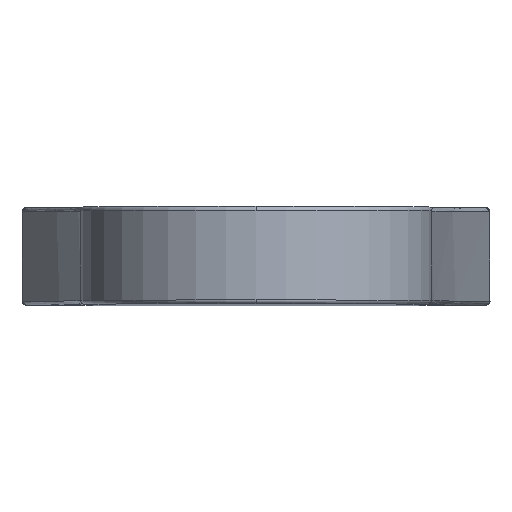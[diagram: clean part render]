
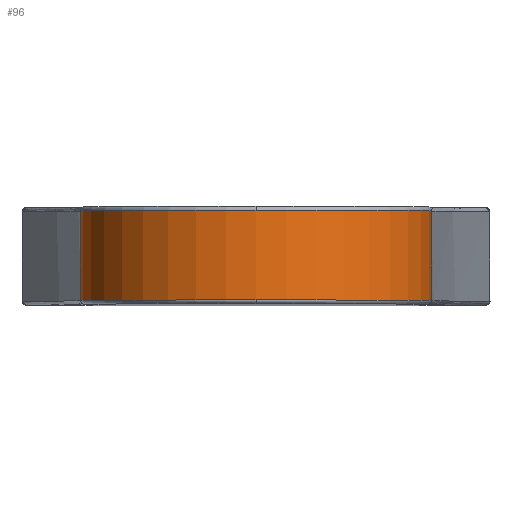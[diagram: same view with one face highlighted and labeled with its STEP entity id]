
A CAD part, top view. The second image highlights one B-rep face of the part: STEP entity #96.
In plain terms, the highlighted cylindrical face has radius 22.5 mm (diameter 45 mm), a partial arc.
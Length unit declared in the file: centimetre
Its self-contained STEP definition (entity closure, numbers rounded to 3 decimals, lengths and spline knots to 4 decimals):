
#3 = DIRECTION ( 'NONE',  ( 0., 1., 0. ) ) ;
#31 = EDGE_CURVE ( 'NONE', #131, #446, #923, .T. ) ;
#35 = CARTESIAN_POINT ( 'NONE',  ( 0., 1.825, 5.2907 ) ) ;
#48 = AXIS2_PLACEMENT_3D ( 'NONE', #1381, #826, #337 ) ;
#73 = DIRECTION ( 'NONE',  ( 0., -1., 0. ) ) ;
#76 = CARTESIAN_POINT ( 'NONE',  ( -2.25, 1.825, 3.043 ) ) ;
#77 = CIRCLE ( 'NONE', #48, 2.25 ) ;
#90 = DIRECTION ( 'NONE',  ( 0., 0., -1. ) ) ;
#96 = ADVANCED_FACE ( 'NONE', ( #763 ), #188, .T. ) ;
#131 = VERTEX_POINT ( 'NONE', #668 ) ;
#135 = AXIS2_PLACEMENT_3D ( 'NONE', #1249, #771, #416 ) ;
#168 = ORIENTED_EDGE ( 'NONE', *, *, #31, .T. ) ;
#188 = CYLINDRICAL_SURFACE ( 'NONE', #539, 2.25 ) ;
#200 = ORIENTED_EDGE ( 'NONE', *, *, #1455, .T. ) ;
#226 = DIRECTION ( 'NONE',  ( 0., -1., 0. ) ) ;
#263 = EDGE_LOOP ( 'NONE', ( #200, #457, #168, #1302, #271, #916 ) ) ;
#271 = ORIENTED_EDGE ( 'NONE', *, *, #858, .T. ) ;
#293 = VERTEX_POINT ( 'NONE', #35 ) ;
#337 = DIRECTION ( 'NONE',  ( 0., 0., 1. ) ) ;
#386 = AXIS2_PLACEMENT_3D ( 'NONE', #1045, #3, #1397 ) ;
#409 = EDGE_CURVE ( 'NONE', #446, #502, #427, .T. ) ;
#416 = DIRECTION ( 'NONE',  ( 0., 0., 1. ) ) ;
#418 = VERTEX_POINT ( 'NONE', #76 ) ;
#427 = LINE ( 'NONE', #549, #975 ) ;
#446 = VERTEX_POINT ( 'NONE', #1458 ) ;
#457 = ORIENTED_EDGE ( 'NONE', *, *, #824, .T. ) ;
#502 = VERTEX_POINT ( 'NONE', #902 ) ;
#525 = LINE ( 'NONE', #880, #575 ) ;
#539 = AXIS2_PLACEMENT_3D ( 'NONE', #1112, #660, #90 ) ;
#549 = CARTESIAN_POINT ( 'NONE',  ( 2.25, 1.875, 3.043 ) ) ;
#575 = VECTOR ( 'NONE', #73, 100. ) ;
#660 = DIRECTION ( 'NONE',  ( 0., -1., 0. ) ) ;
#668 = CARTESIAN_POINT ( 'NONE',  ( 0., 0.675, 5.2907 ) ) ;
#724 = CIRCLE ( 'NONE', #386, 2.25 ) ;
#763 = FACE_OUTER_BOUND ( 'NONE', #263, .T. ) ;
#771 = DIRECTION ( 'NONE',  ( 0., 1., 0. ) ) ;
#778 = DIRECTION ( 'NONE',  ( 0., 1., 0. ) ) ;
#803 = CARTESIAN_POINT ( 'NONE',  ( 0., 1.825, 3.0407 ) ) ;
#824 = EDGE_CURVE ( 'NONE', #873, #131, #724, .T. ) ;
#826 = DIRECTION ( 'NONE',  ( 0., -1., 0. ) ) ;
#837 = EDGE_CURVE ( 'NONE', #293, #418, #77, .T. ) ;
#846 = CARTESIAN_POINT ( 'NONE',  ( -2.25, 0.675, 3.043 ) ) ;
#858 = EDGE_CURVE ( 'NONE', #502, #293, #1173, .T. ) ;
#873 = VERTEX_POINT ( 'NONE', #846 ) ;
#880 = CARTESIAN_POINT ( 'NONE',  ( -2.25, 1.875, 3.043 ) ) ;
#902 = CARTESIAN_POINT ( 'NONE',  ( 2.25, 1.825, 3.043 ) ) ;
#916 = ORIENTED_EDGE ( 'NONE', *, *, #837, .T. ) ;
#923 = CIRCLE ( 'NONE', #135, 2.25 ) ;
#975 = VECTOR ( 'NONE', #778, 100. ) ;
#1045 = CARTESIAN_POINT ( 'NONE',  ( 0., 0.675, 3.0407 ) ) ;
#1112 = CARTESIAN_POINT ( 'NONE',  ( 0., 1.875, 3.0407 ) ) ;
#1123 = AXIS2_PLACEMENT_3D ( 'NONE', #803, #226, #1465 ) ;
#1173 = CIRCLE ( 'NONE', #1123, 2.25 ) ;
#1249 = CARTESIAN_POINT ( 'NONE',  ( 0., 0.675, 3.0407 ) ) ;
#1302 = ORIENTED_EDGE ( 'NONE', *, *, #409, .T. ) ;
#1381 = CARTESIAN_POINT ( 'NONE',  ( 0., 1.825, 3.0407 ) ) ;
#1397 = DIRECTION ( 'NONE',  ( 0., 0., 1. ) ) ;
#1455 = EDGE_CURVE ( 'NONE', #418, #873, #525, .T. ) ;
#1458 = CARTESIAN_POINT ( 'NONE',  ( 2.25, 0.675, 3.043 ) ) ;
#1465 = DIRECTION ( 'NONE',  ( 0., 0., 1. ) ) ;
